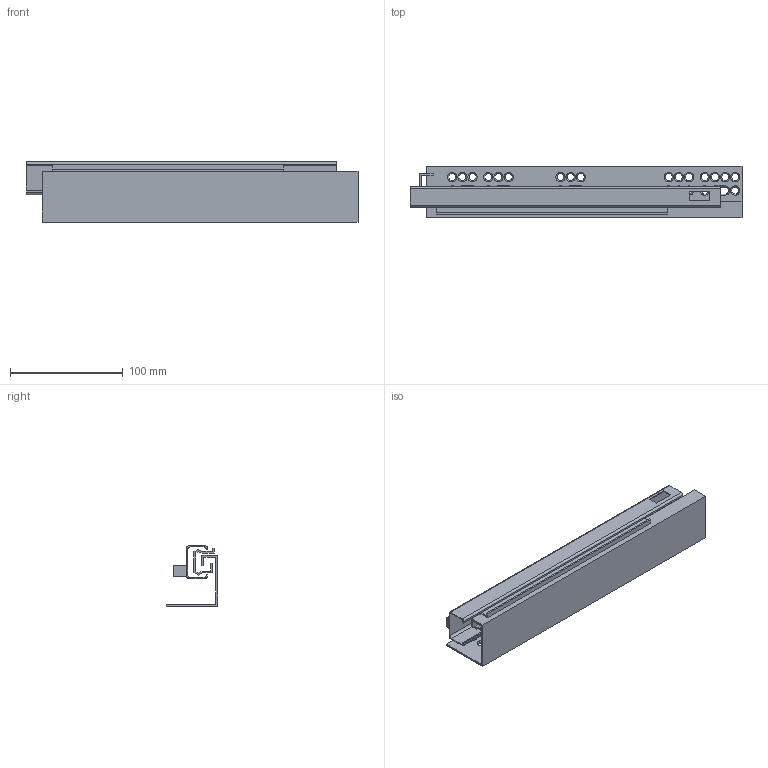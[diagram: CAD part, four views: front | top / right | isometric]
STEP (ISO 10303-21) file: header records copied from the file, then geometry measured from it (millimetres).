
FILE_DESCRIPTION (( 'STEP AP214' ), '1' );
FILE_NAME ('F000171_CLOSED_RIGHT_3D.step', '2023-02-22T12:35:14', ( '' ), ( '' ), 'SwSTEP 2.0', 'SolidWorks 2020', '' );
FILE_SCHEMA (( 'AUTOMOTIVE_DESIGN' ));
Length unit declared in the file: millimetre
Products named in the file (4): NU70,NU80-300,350-VNEJSI-PRAVY; F000171_CLOSED_RIGHT_3D; NU70,NU80-300-VNITRNI_PRAVY; NU70,NU80-300-STREDNI
Assembly tree (3 placements, depth 2):
  F000171_CLOSED_RIGHT_3D
    NU70,NU80-300,350-VNEJSI-PRAVY
    NU70,NU80-300-STREDNI
    NU70,NU80-300-VNITRNI_PRAVY
Bounding box: 294.5 x 45.5 x 53.5 mm (x, y, z)
Volume: 87466 mm3; surface area: 123520.4 mm2
Topology: 3 solids, 3 shells, 209 faces, 543 edges, 340 vertices
Faces by surface type: plane 77, cylinder 72, cone 60
Entity records: 6651 total; most frequent: DIRECTION 1181, CARTESIAN_POINT 1098, ORIENTED_EDGE 1086, EDGE_CURVE 543, AXIS2_PLACEMENT_3D 423, VERTEX_POINT 340, VECTOR 335, LINE 335
